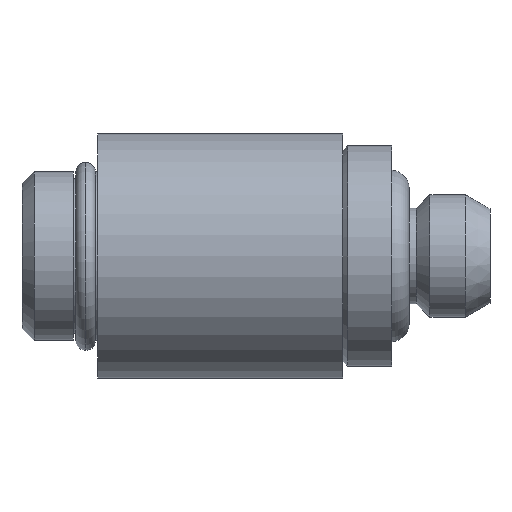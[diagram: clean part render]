
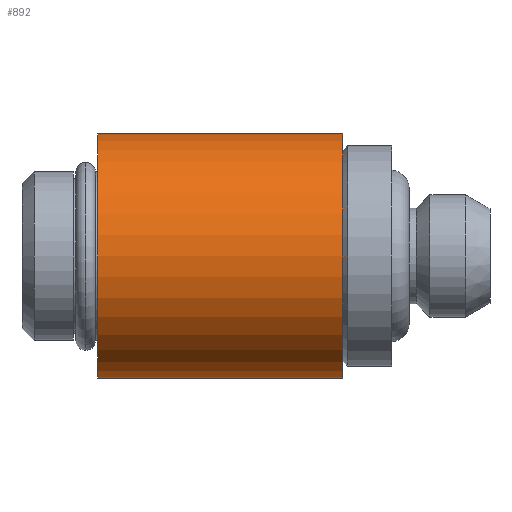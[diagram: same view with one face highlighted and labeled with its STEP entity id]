
A CAD part, left-side view. The second image highlights one B-rep face of the part: STEP entity #892.
In plain terms, the highlighted cylindrical face has radius 5 mm (diameter 10 mm), a partial arc.
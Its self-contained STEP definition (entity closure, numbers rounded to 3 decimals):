
#141 = DIRECTION ( 'NONE',  ( 0., 1., 0. ) ) ;
#155 = VECTOR ( 'NONE', #141, 1000. ) ;
#163 = CARTESIAN_POINT ( 'NONE',  ( 0., 24.586, 5. ) ) ;
#175 = LINE ( 'NONE', #163, #155 ) ;
#199 = CARTESIAN_POINT ( 'NONE',  ( 0., 6., 5. ) ) ;
#232 = CARTESIAN_POINT ( 'NONE',  ( 0., 6., -5. ) ) ;
#252 = DIRECTION ( 'NONE',  ( 0., 1., 0. ) ) ;
#253 = VECTOR ( 'NONE', #252, 1000. ) ;
#254 = CARTESIAN_POINT ( 'NONE',  ( 0., 24.586, -5. ) ) ;
#255 = LINE ( 'NONE', #254, #253 ) ;
#837 = EDGE_CURVE ( 'NONE', #2262, #2259, #2952, .T. ) ;
#892 = ADVANCED_FACE ( 'NONE', ( #2667 ), #2653, .T. ) ;
#894 = ORIENTED_EDGE ( 'NONE', *, *, #2264, .F. ) ;
#953 = EDGE_CURVE ( 'NONE', #2231, #2249, #2060, .T. ) ;
#954 = ORIENTED_EDGE ( 'NONE', *, *, #2266, .T. ) ;
#956 = ORIENTED_EDGE ( 'NONE', *, *, #837, .F. ) ;
#1057 = EDGE_LOOP ( 'NONE', ( #894, #956, #954, #1080 ) ) ;
#1080 = ORIENTED_EDGE ( 'NONE', *, *, #953, .F. ) ;
#1586 = CARTESIAN_POINT ( 'NONE',  ( 0., 16., -5. ) ) ;
#1998 = CARTESIAN_POINT ( 'NONE',  ( 0., 16., 5. ) ) ;
#2059 = CARTESIAN_POINT ( 'NONE',  ( 0., 16., 0. ) ) ;
#2060 = CIRCLE ( 'NONE', #2062, 5. ) ;
#2061 = DIRECTION ( 'NONE',  ( 0., 0., 1. ) ) ;
#2062 = AXIS2_PLACEMENT_3D ( 'NONE', #2059, #2063, #2061 ) ;
#2063 = DIRECTION ( 'NONE',  ( 0., 1., 0. ) ) ;
#2231 = VERTEX_POINT ( 'NONE', #1586 ) ;
#2249 = VERTEX_POINT ( 'NONE', #1998 ) ;
#2259 = VERTEX_POINT ( 'NONE', #232 ) ;
#2262 = VERTEX_POINT ( 'NONE', #199 ) ;
#2264 = EDGE_CURVE ( 'NONE', #2259, #2231, #255, .T. ) ;
#2266 = EDGE_CURVE ( 'NONE', #2262, #2249, #175, .T. ) ;
#2653 = CYLINDRICAL_SURFACE ( 'NONE', #2659, 5. ) ;
#2659 = AXIS2_PLACEMENT_3D ( 'NONE', #2672, #2671, #2670 ) ;
#2667 = FACE_OUTER_BOUND ( 'NONE', #1057, .T. ) ;
#2670 = DIRECTION ( 'NONE',  ( 0., 0., 1. ) ) ;
#2671 = DIRECTION ( 'NONE',  ( 0., 1., 0. ) ) ;
#2672 = CARTESIAN_POINT ( 'NONE',  ( 0., 24.586, 0. ) ) ;
#2952 = CIRCLE ( 'NONE', #2960, 5. ) ;
#2955 = CARTESIAN_POINT ( 'NONE',  ( 0., 6., 0. ) ) ;
#2960 = AXIS2_PLACEMENT_3D ( 'NONE', #2955, #2962, #2961 ) ;
#2961 = DIRECTION ( 'NONE',  ( 0., 0., -1. ) ) ;
#2962 = DIRECTION ( 'NONE',  ( 0., -1., 0. ) ) ;
